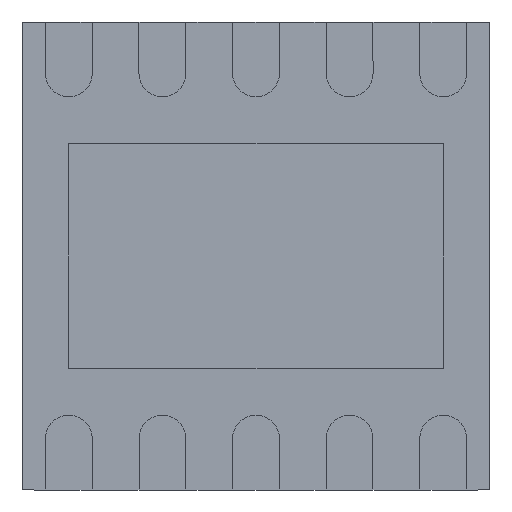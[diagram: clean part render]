
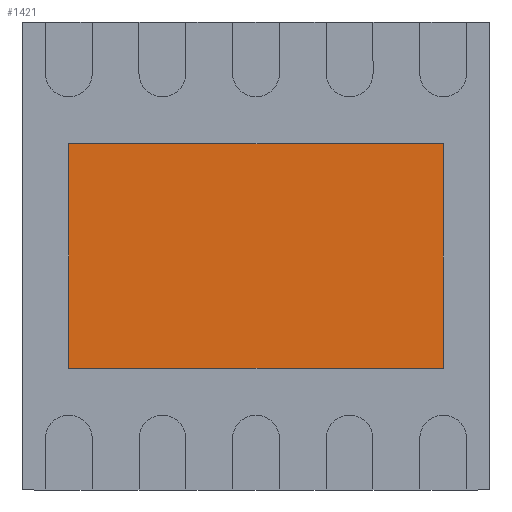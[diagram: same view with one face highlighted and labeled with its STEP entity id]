
A CAD part, front view. The second image highlights one B-rep face of the part: STEP entity #1421.
In plain terms, the highlighted planar face has unit normal (0, -1, 0).
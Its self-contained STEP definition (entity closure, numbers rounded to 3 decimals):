
#231 = EDGE_CURVE ( 'NONE', #3643, #1243, #3177, .T. ) ;
#301 = LINE ( 'NONE', #877, #1835 ) ;
#401 = AXIS2_PLACEMENT_3D ( 'NONE', #3729, #3094, #1317 ) ;
#731 = CARTESIAN_POINT ( 'NONE',  ( 1., -0.05, 0.6 ) ) ;
#877 = CARTESIAN_POINT ( 'NONE',  ( -1., -0.05, -0.6 ) ) ;
#879 = EDGE_CURVE ( 'NONE', #2746, #2530, #2647, .T. ) ;
#1029 = DIRECTION ( 'NONE',  ( 1., 0., 0. ) ) ;
#1173 = DIRECTION ( 'NONE',  ( 0., 0., -1. ) ) ;
#1243 = VERTEX_POINT ( 'NONE', #2184 ) ;
#1317 = DIRECTION ( 'NONE',  ( 0., 0., 1. ) ) ;
#1421 = ADVANCED_FACE ( 'NONE', ( #2476 ), #2486, .F. ) ;
#1816 = DIRECTION ( 'NONE',  ( -1., 0., 0. ) ) ;
#1835 = VECTOR ( 'NONE', #1816, 1000. ) ;
#1860 = CARTESIAN_POINT ( 'NONE',  ( -1., -0.05, -0.6 ) ) ;
#2085 = CARTESIAN_POINT ( 'NONE',  ( 1., -0.05, -0.6 ) ) ;
#2170 = VECTOR ( 'NONE', #1029, 1000. ) ;
#2183 = CARTESIAN_POINT ( 'NONE',  ( 1., -0.05, 0.6 ) ) ;
#2184 = CARTESIAN_POINT ( 'NONE',  ( -1., -0.05, 0.6 ) ) ;
#2253 = ORIENTED_EDGE ( 'NONE', *, *, #231, .F. ) ;
#2323 = LINE ( 'NONE', #2183, #2170 ) ;
#2347 = ORIENTED_EDGE ( 'NONE', *, *, #2871, .F. ) ;
#2436 = VECTOR ( 'NONE', #3207, 1000. ) ;
#2476 = FACE_OUTER_BOUND ( 'NONE', #3311, .T. ) ;
#2486 = PLANE ( 'NONE',  #401 ) ;
#2530 = VERTEX_POINT ( 'NONE', #3156 ) ;
#2647 = LINE ( 'NONE', #2085, #2789 ) ;
#2746 = VERTEX_POINT ( 'NONE', #731 ) ;
#2766 = ORIENTED_EDGE ( 'NONE', *, *, #879, .F. ) ;
#2789 = VECTOR ( 'NONE', #1173, 1000. ) ;
#2871 = EDGE_CURVE ( 'NONE', #2530, #3643, #301, .T. ) ;
#2955 = ORIENTED_EDGE ( 'NONE', *, *, #3194, .F. ) ;
#3094 = DIRECTION ( 'NONE',  ( 0., 1., 0. ) ) ;
#3156 = CARTESIAN_POINT ( 'NONE',  ( 1., -0.05, -0.6 ) ) ;
#3168 = CARTESIAN_POINT ( 'NONE',  ( -1., -0.05, 0.6 ) ) ;
#3177 = LINE ( 'NONE', #3168, #2436 ) ;
#3194 = EDGE_CURVE ( 'NONE', #1243, #2746, #2323, .T. ) ;
#3207 = DIRECTION ( 'NONE',  ( 0., 0., 1. ) ) ;
#3311 = EDGE_LOOP ( 'NONE', ( #2955, #2253, #2347, #2766 ) ) ;
#3643 = VERTEX_POINT ( 'NONE', #1860 ) ;
#3729 = CARTESIAN_POINT ( 'NONE',  ( 0., -0.05, 0. ) ) ;
